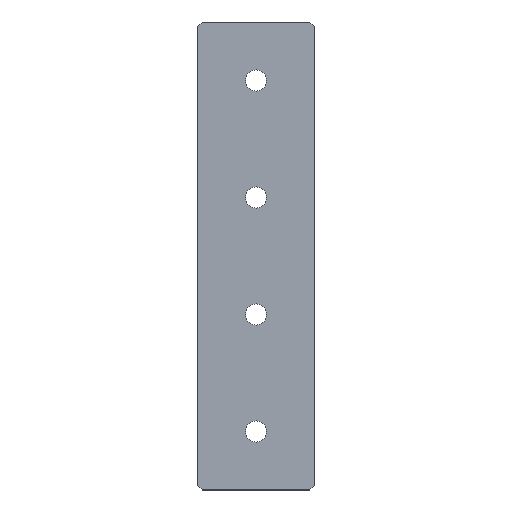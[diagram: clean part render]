
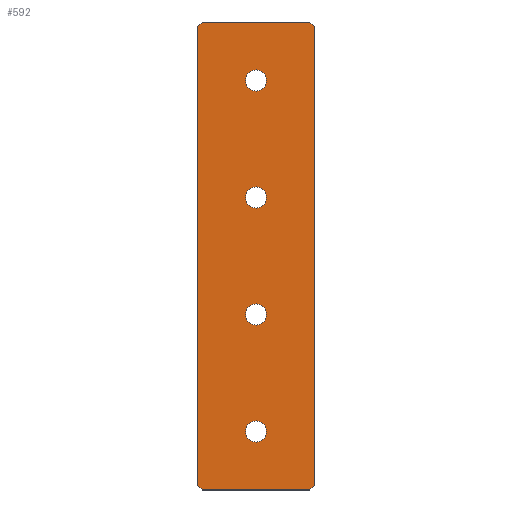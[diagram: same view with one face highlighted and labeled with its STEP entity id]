
A CAD part, top view. The second image highlights one B-rep face of the part: STEP entity #592.
In plain terms, the highlighted planar face has unit normal (0, 0, 1).
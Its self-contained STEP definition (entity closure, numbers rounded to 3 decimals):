
#5 = EDGE_CURVE ( 'NONE', #80, #132, #520, .T. ) ;
#6 = CARTESIAN_POINT ( 'NONE',  ( -25., -98., 2. ) ) ;
#9 = CARTESIAN_POINT ( 'NONE',  ( -4.5, -25., 2. ) ) ;
#11 = DIRECTION ( 'NONE',  ( 1., 0., 0. ) ) ;
#12 = EDGE_LOOP ( 'NONE', ( #603, #533 ) ) ;
#13 = DIRECTION ( 'NONE',  ( 0.707, -0.707, 0. ) ) ;
#14 = ORIENTED_EDGE ( 'NONE', *, *, #412, .T. ) ;
#18 = AXIS2_PLACEMENT_3D ( 'NONE', #139, #528, #86 ) ;
#33 = EDGE_CURVE ( 'NONE', #233, #413, #39, .T. ) ;
#39 = CIRCLE ( 'NONE', #398, 4.5 ) ;
#45 = EDGE_CURVE ( 'NONE', #607, #437, #531, .T. ) ;
#60 = CARTESIAN_POINT ( 'NONE',  ( -4.5, 75., 2. ) ) ;
#61 = ORIENTED_EDGE ( 'NONE', *, *, #407, .T. ) ;
#65 = VERTEX_POINT ( 'NONE', #335 ) ;
#70 = VECTOR ( 'NONE', #455, 1000. ) ;
#71 = EDGE_CURVE ( 'NONE', #119, #123, #171, .T. ) ;
#75 = EDGE_LOOP ( 'NONE', ( #325, #253 ) ) ;
#78 = DIRECTION ( 'NONE',  ( 0., 0., -1. ) ) ;
#80 = VERTEX_POINT ( 'NONE', #523 ) ;
#86 = DIRECTION ( 'NONE',  ( 1., 0., 0. ) ) ;
#91 = CARTESIAN_POINT ( 'NONE',  ( -25., -100., 2. ) ) ;
#94 = CARTESIAN_POINT ( 'NONE',  ( 4.5, 25., 2. ) ) ;
#116 = VECTOR ( 'NONE', #609, 1000. ) ;
#119 = VERTEX_POINT ( 'NONE', #60 ) ;
#123 = VERTEX_POINT ( 'NONE', #209 ) ;
#124 = FACE_BOUND ( 'NONE', #263, .T. ) ;
#128 = CARTESIAN_POINT ( 'NONE',  ( 0., -25., 2. ) ) ;
#130 = EDGE_CURVE ( 'NONE', #65, #222, #247, .T. ) ;
#132 = VERTEX_POINT ( 'NONE', #451 ) ;
#133 = AXIS2_PLACEMENT_3D ( 'NONE', #482, #337, #332 ) ;
#136 = DIRECTION ( 'NONE',  ( -0.707, 0.707, 0. ) ) ;
#137 = ORIENTED_EDGE ( 'NONE', *, *, #163, .T. ) ;
#138 = CARTESIAN_POINT ( 'NONE',  ( 23., 100., 2. ) ) ;
#139 = CARTESIAN_POINT ( 'NONE',  ( 0., 75., 2. ) ) ;
#141 = EDGE_CURVE ( 'NONE', #326, #541, #498, .T. ) ;
#142 = DIRECTION ( 'NONE',  ( -0.707, -0.707, 0. ) ) ;
#155 = AXIS2_PLACEMENT_3D ( 'NONE', #434, #284, #625 ) ;
#156 = DIRECTION ( 'NONE',  ( -1., 0., 0. ) ) ;
#158 = VECTOR ( 'NONE', #175, 1000. ) ;
#163 = EDGE_CURVE ( 'NONE', #280, #367, #254, .T. ) ;
#166 = ORIENTED_EDGE ( 'NONE', *, *, #33, .F. ) ;
#168 = VERTEX_POINT ( 'NONE', #588 ) ;
#171 = CIRCLE ( 'NONE', #467, 4.5 ) ;
#172 = PLANE ( 'NONE',  #496 ) ;
#173 = ORIENTED_EDGE ( 'NONE', *, *, #71, .F. ) ;
#175 = DIRECTION ( 'NONE',  ( 0., -1., 0. ) ) ;
#178 = AXIS2_PLACEMENT_3D ( 'NONE', #605, #596, #557 ) ;
#187 = CIRCLE ( 'NONE', #155, 4.5 ) ;
#193 = DIRECTION ( 'NONE',  ( 0.707, 0.707, 0. ) ) ;
#196 = DIRECTION ( 'NONE',  ( 1., 0., 0. ) ) ;
#199 = ORIENTED_EDGE ( 'NONE', *, *, #141, .T. ) ;
#203 = VERTEX_POINT ( 'NONE', #306 ) ;
#206 = ORIENTED_EDGE ( 'NONE', *, *, #458, .F. ) ;
#209 = CARTESIAN_POINT ( 'NONE',  ( 4.5, 75., 2. ) ) ;
#210 = CARTESIAN_POINT ( 'NONE',  ( -25., 100., 2. ) ) ;
#213 = VECTOR ( 'NONE', #13, 1000. ) ;
#222 = VERTEX_POINT ( 'NONE', #9 ) ;
#228 = DIRECTION ( 'NONE',  ( -1., 0., 0. ) ) ;
#230 = VECTOR ( 'NONE', #136, 1000. ) ;
#233 = VERTEX_POINT ( 'NONE', #446 ) ;
#238 = FACE_BOUND ( 'NONE', #12, .T. ) ;
#247 = CIRCLE ( 'NONE', #594, 4.5 ) ;
#253 = ORIENTED_EDGE ( 'NONE', *, *, #5, .F. ) ;
#254 = LINE ( 'NONE', #302, #213 ) ;
#263 = EDGE_LOOP ( 'NONE', ( #206, #166 ) ) ;
#268 = CARTESIAN_POINT ( 'NONE',  ( -23., -100., 2. ) ) ;
#269 = ORIENTED_EDGE ( 'NONE', *, *, #385, .T. ) ;
#274 = LINE ( 'NONE', #419, #158 ) ;
#280 = VERTEX_POINT ( 'NONE', #6 ) ;
#284 = DIRECTION ( 'NONE',  ( 0., 0., 1. ) ) ;
#296 = CARTESIAN_POINT ( 'NONE',  ( 0., 75., 2. ) ) ;
#302 = CARTESIAN_POINT ( 'NONE',  ( -23., -100., 2. ) ) ;
#304 = CARTESIAN_POINT ( 'NONE',  ( 0., -25., 2. ) ) ;
#306 = CARTESIAN_POINT ( 'NONE',  ( 25., 98., 2. ) ) ;
#309 = EDGE_CURVE ( 'NONE', #132, #80, #411, .T. ) ;
#312 = EDGE_CURVE ( 'NONE', #437, #203, #459, .T. ) ;
#323 = CARTESIAN_POINT ( 'NONE',  ( 23., 100., 2. ) ) ;
#324 = CARTESIAN_POINT ( 'NONE',  ( -23., 100., 2. ) ) ;
#325 = ORIENTED_EDGE ( 'NONE', *, *, #309, .F. ) ;
#326 = VERTEX_POINT ( 'NONE', #323 ) ;
#332 = DIRECTION ( 'NONE',  ( 1., 0., 0. ) ) ;
#334 = DIRECTION ( 'NONE',  ( 1., 0., 0. ) ) ;
#335 = CARTESIAN_POINT ( 'NONE',  ( 4.5, -25., 2. ) ) ;
#337 = DIRECTION ( 'NONE',  ( 0., 0., 1. ) ) ;
#339 = LINE ( 'NONE', #138, #230 ) ;
#367 = VERTEX_POINT ( 'NONE', #268 ) ;
#370 = EDGE_LOOP ( 'NONE', ( #269, #137, #598, #507, #544, #14, #199, #61 ) ) ;
#373 = CARTESIAN_POINT ( 'NONE',  ( -25., 98., 2. ) ) ;
#374 = FACE_BOUND ( 'NONE', #400, .T. ) ;
#385 = EDGE_CURVE ( 'NONE', #168, #280, #274, .T. ) ;
#388 = DIRECTION ( 'NONE',  ( 1., 0., 0. ) ) ;
#390 = CARTESIAN_POINT ( 'NONE',  ( 25., -98., 2. ) ) ;
#398 = AXIS2_PLACEMENT_3D ( 'NONE', #476, #428, #196 ) ;
#400 = EDGE_LOOP ( 'NONE', ( #529, #173 ) ) ;
#407 = EDGE_CURVE ( 'NONE', #541, #168, #569, .T. ) ;
#410 = CARTESIAN_POINT ( 'NONE',  ( 25., -100., 2. ) ) ;
#411 = CIRCLE ( 'NONE', #178, 4.5 ) ;
#412 = EDGE_CURVE ( 'NONE', #203, #326, #339, .T. ) ;
#413 = VERTEX_POINT ( 'NONE', #94 ) ;
#419 = CARTESIAN_POINT ( 'NONE',  ( -25., -100., 2. ) ) ;
#422 = LINE ( 'NONE', #91, #116 ) ;
#428 = DIRECTION ( 'NONE',  ( 0., 0., 1. ) ) ;
#430 = FACE_BOUND ( 'NONE', #75, .T. ) ;
#432 = EDGE_CURVE ( 'NONE', #367, #607, #422, .T. ) ;
#434 = CARTESIAN_POINT ( 'NONE',  ( 0., 25., 2. ) ) ;
#437 = VERTEX_POINT ( 'NONE', #484 ) ;
#446 = CARTESIAN_POINT ( 'NONE',  ( -4.5, 25., 2. ) ) ;
#451 = CARTESIAN_POINT ( 'NONE',  ( 4.5, -75., 2. ) ) ;
#455 = DIRECTION ( 'NONE',  ( 0., 1., 0. ) ) ;
#456 = CIRCLE ( 'NONE', #542, 4.5 ) ;
#458 = EDGE_CURVE ( 'NONE', #413, #233, #187, .T. ) ;
#459 = LINE ( 'NONE', #410, #70 ) ;
#467 = AXIS2_PLACEMENT_3D ( 'NONE', #296, #485, #388 ) ;
#468 = CARTESIAN_POINT ( 'NONE',  ( 0., 0., 2. ) ) ;
#476 = CARTESIAN_POINT ( 'NONE',  ( 0., 25., 2. ) ) ;
#478 = VECTOR ( 'NONE', #193, 1000. ) ;
#482 = CARTESIAN_POINT ( 'NONE',  ( 0., -75., 2. ) ) ;
#484 = CARTESIAN_POINT ( 'NONE',  ( 25., -98., 2. ) ) ;
#485 = DIRECTION ( 'NONE',  ( 0., 0., 1. ) ) ;
#490 = VECTOR ( 'NONE', #156, 1000. ) ;
#495 = DIRECTION ( 'NONE',  ( 0., 0., 1. ) ) ;
#496 = AXIS2_PLACEMENT_3D ( 'NONE', #468, #78, #228 ) ;
#498 = LINE ( 'NONE', #210, #490 ) ;
#507 = ORIENTED_EDGE ( 'NONE', *, *, #45, .T. ) ;
#514 = CARTESIAN_POINT ( 'NONE',  ( 23., -100., 2. ) ) ;
#518 = DIRECTION ( 'NONE',  ( 0., 0., 1. ) ) ;
#520 = CIRCLE ( 'NONE', #133, 4.5 ) ;
#523 = CARTESIAN_POINT ( 'NONE',  ( -4.5, -75., 2. ) ) ;
#528 = DIRECTION ( 'NONE',  ( 0., 0., 1. ) ) ;
#529 = ORIENTED_EDGE ( 'NONE', *, *, #530, .F. ) ;
#530 = EDGE_CURVE ( 'NONE', #123, #119, #572, .T. ) ;
#531 = LINE ( 'NONE', #390, #478 ) ;
#533 = ORIENTED_EDGE ( 'NONE', *, *, #580, .F. ) ;
#541 = VERTEX_POINT ( 'NONE', #324 ) ;
#542 = AXIS2_PLACEMENT_3D ( 'NONE', #128, #518, #334 ) ;
#544 = ORIENTED_EDGE ( 'NONE', *, *, #312, .T. ) ;
#557 = DIRECTION ( 'NONE',  ( 1., 0., 0. ) ) ;
#569 = LINE ( 'NONE', #373, #624 ) ;
#572 = CIRCLE ( 'NONE', #18, 4.5 ) ;
#580 = EDGE_CURVE ( 'NONE', #222, #65, #456, .T. ) ;
#588 = CARTESIAN_POINT ( 'NONE',  ( -25., 98., 2. ) ) ;
#592 = ADVANCED_FACE ( 'NONE', ( #374, #124, #238, #430, #618 ), #172, .F. ) ;
#594 = AXIS2_PLACEMENT_3D ( 'NONE', #304, #495, #11 ) ;
#596 = DIRECTION ( 'NONE',  ( 0., 0., 1. ) ) ;
#598 = ORIENTED_EDGE ( 'NONE', *, *, #432, .T. ) ;
#603 = ORIENTED_EDGE ( 'NONE', *, *, #130, .F. ) ;
#605 = CARTESIAN_POINT ( 'NONE',  ( 0., -75., 2. ) ) ;
#607 = VERTEX_POINT ( 'NONE', #514 ) ;
#609 = DIRECTION ( 'NONE',  ( 1., 0., 0. ) ) ;
#618 = FACE_OUTER_BOUND ( 'NONE', #370, .T. ) ;
#624 = VECTOR ( 'NONE', #142, 1000. ) ;
#625 = DIRECTION ( 'NONE',  ( 1., 0., 0. ) ) ;
